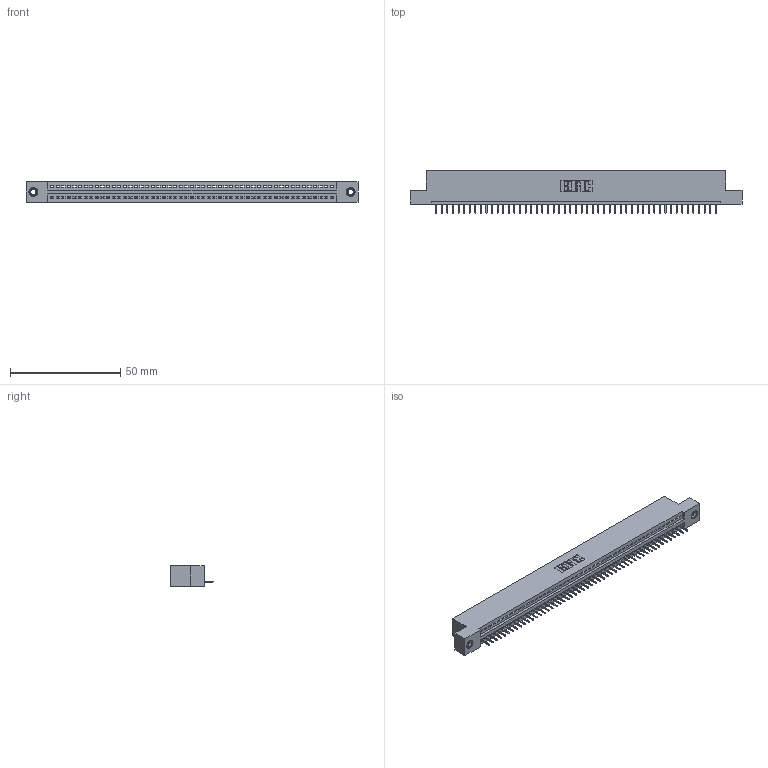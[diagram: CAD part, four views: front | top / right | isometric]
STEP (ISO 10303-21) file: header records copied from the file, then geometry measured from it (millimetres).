
FILE_DESCRIPTION (( 'STEP AP203' ), '1' );
FILE_NAME ('345-051-524-107.STEP', '2019-10-09T15:40:37', ( '' ), ( '' ), 'SwSTEP 2.0', 'SolidWorks 2016', '' );
FILE_SCHEMA (( 'CONFIG_CONTROL_DESIGN' ));
Length unit declared in the file: inch
Products named in the file (4): 345-250-001_345-250-005-103; 345 Part_Flush Mounting Lugs - 0.156 Dia-TI; 345-292-001_345-293-124; 345-051-524-107
Assembly tree (54 placements, depth 2):
  345-051-524-107
    345 Part_Flush Mounting Lugs - 0.156 Dia-TI
    345-292-001_345-293-124  x51
    345-250-001_345-250-005-103  x2
Bounding box: 150.75 x 19.35 x 9.4 mm (x, y, z)
Volume: 14177 mm3; surface area: 18350.7 mm2
Topology: 54 solids, 54 shells, 3348 faces, 9657 edges, 6226 vertices
Faces by surface type: plane 2458, cylinder 874, cone 12, torus 4
Entity records: 38432 total; most frequent: CARTESIAN_POINT 6636, ORIENTED_EDGE 6614, DIRECTION 5811, EDGE_CURVE 3307, LINE 2955, VECTOR 2955, VERTEX_POINT 2196, AXIS2_PLACEMENT_3D 1428
